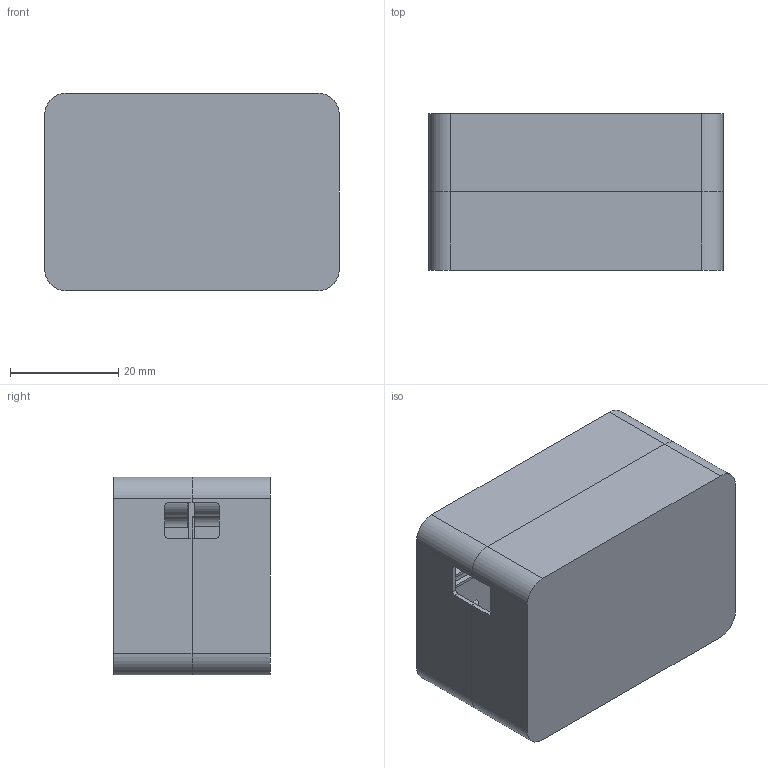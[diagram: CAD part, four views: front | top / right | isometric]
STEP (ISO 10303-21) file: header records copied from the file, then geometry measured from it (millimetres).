
FILE_DESCRIPTION(/* description */ (''),/* implementation_level */ '2;1');
FILE_NAME(/* name */ 'ESPilotBox.step',/* time_stamp */ '2024-02-27T22:10:49+01:00',/* author */ (''),/* organization */ (''),/* preprocessor_version */ 'ST-DEVELOPER v20',/* originating_system */ 'Autodesk Translation Framework v12.20.1.177',/* authorisation */ '');
FILE_SCHEMA (('AUTOMOTIVE_DESIGN { 1 0 10303 214 3 1 1 }'));
Length unit declared in the file: millimetre
Products named in the file (1): ESPilotBox
Bounding box: 54.4 x 28.9 x 36.5 mm (x, y, z)
Volume: 8551.9 mm3; surface area: 18229.6 mm2
Topology: 2 solids, 2 shells, 182 faces, 503 edges, 329 vertices
Faces by surface type: plane 119, cylinder 52, cone 7, torus 4
Full cylindrical faces by diameter (mm): 2.95 x2, 3.65 x2, 5.75 x2
Entity records: 5879 total; most frequent: CARTESIAN_POINT 1103, ORIENTED_EDGE 1006, DIRECTION 984, EDGE_CURVE 503, LINE 372, VECTOR 372, VERTEX_POINT 329, AXIS2_PLACEMENT_3D 306
